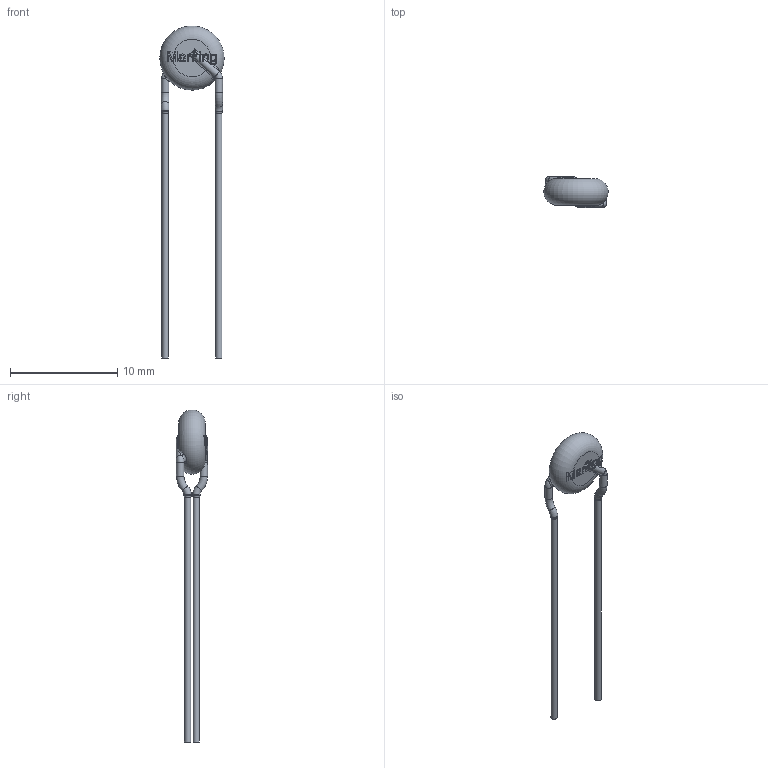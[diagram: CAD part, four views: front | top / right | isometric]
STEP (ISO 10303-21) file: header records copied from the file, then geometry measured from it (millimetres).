
FILE_DESCRIPTION(/* description */ ('Unknown'),/* implementation_level */ '2;1');
FILE_NAME(/* name */ '820556001',/* time_stamp */ '2018-10-05T12:08:32+02:00',/* author */ ('Unknown'),/* organization */ ('Unknown'),/* preprocessor_version */ 'ST-DEVELOPER v16.7',/* originating_system */ 'DEX',/* authorisation */ $);
FILE_SCHEMA (('AUTOMOTIVE_DESIGN {1 0 10303 214 3 1 1}'));
Length unit declared in the file: millimetre
Products named in the file (1): 820556001
Bounding box: 5.99 x 2.9 x 30.99 mm (x, y, z)
Volume: 75.9 mm3; surface area: 186.9 mm2
Topology: 1 solids, 1 shells, 196 faces, 586 edges, 391 vertices
Faces by surface type: bspline 92, plane 72, cylinder 21, torus 11
Full cylindrical faces by diameter (mm): 0.6 x2, 0.7 x2
Entity records: 12915 total; most frequent: CARTESIAN_POINT 7388, ORIENTED_EDGE 1108, EDGE_CURVE 554, DIRECTION 453, VERTEX_POINT 378, B_SPLINE_CURVE_WITH_KNOTS 366, EDGE_LOOP 212, FACE_BOUND 212
